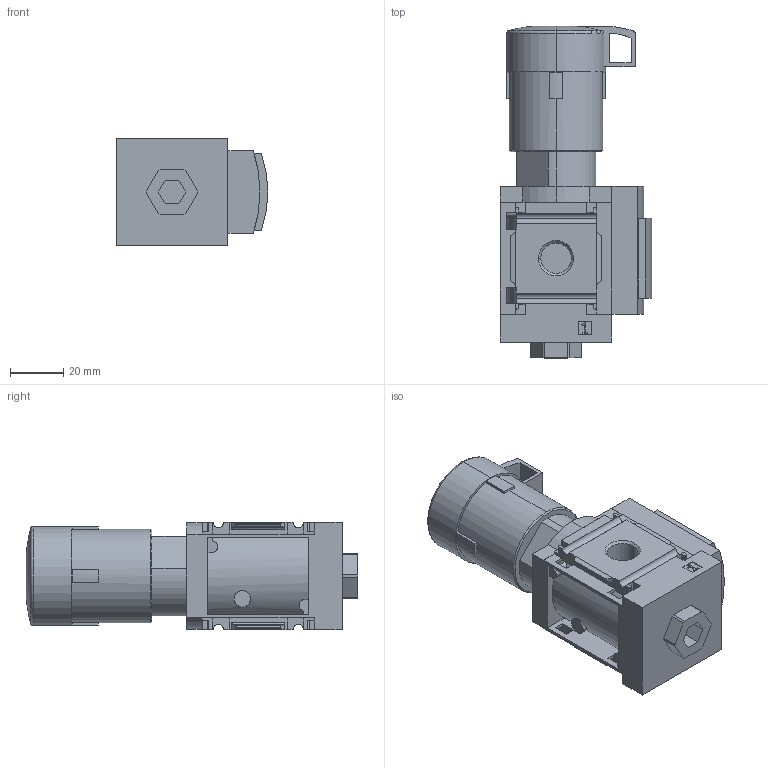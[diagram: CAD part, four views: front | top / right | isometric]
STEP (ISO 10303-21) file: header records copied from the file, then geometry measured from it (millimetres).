
FILE_DESCRIPTION (( 'STEP AP203' ), '1' );
FILE_NAME ('SE_01_2_3001.STEP', '2020-10-21T10:58:36', ( '' ), ( '' ), 'SwSTEP 2.0', 'SolidWorks 2017', '' );
FILE_SCHEMA (( 'CONFIG_CONTROL_DESIGN' ));
Length unit declared in the file: millimetre
Products named in the file (1): SE_01_2_3001
Bounding box: 57 x 124.6 x 40.2 mm (x, y, z)
Volume: 160418.7 mm3; surface area: 26693.6 mm2
Topology: 1 solids, 1 shells, 296 faces, 821 edges, 540 vertices
Faces by surface type: plane 214, cylinder 66, cone 10, torus 6
Entity records: 9600 total; most frequent: CARTESIAN_POINT 1846, ORIENTED_EDGE 1642, DIRECTION 1541, EDGE_CURVE 821, LINE 647, VECTOR 647, VERTEX_POINT 540, AXIS2_PLACEMENT_3D 447
